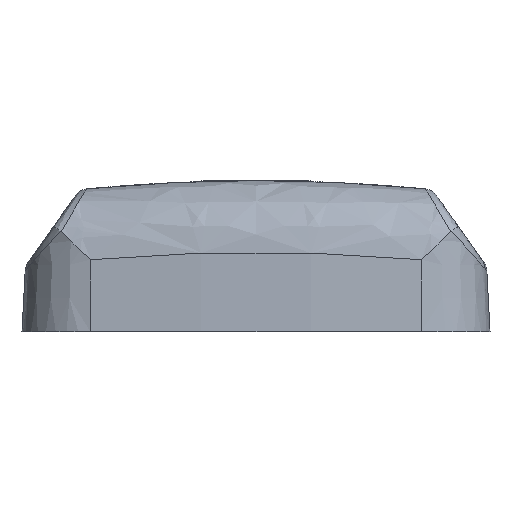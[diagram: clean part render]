
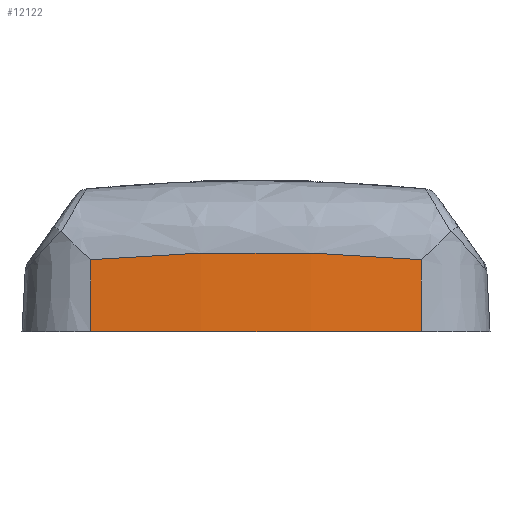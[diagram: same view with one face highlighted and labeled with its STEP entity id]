
A CAD part, front view. The second image highlights one B-rep face of the part: STEP entity #12122.
In plain terms, the highlighted conical face has half-angle 3 degrees and reference radius 348.166 mm.
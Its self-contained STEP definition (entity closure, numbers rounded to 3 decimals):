
#794 = DIRECTION ( 'NONE',  ( 1., 0., 0. ) ) ;
#814 = DIRECTION ( 'NONE',  ( 0., 0., 1. ) ) ;
#819 = CARTESIAN_POINT ( 'NONE',  ( 0., 226., 0. ) ) ;
#1399 = VERTEX_POINT ( 'NONE', #7405 ) ;
#1571 = FACE_OUTER_BOUND ( 'NONE', #8024, .T. ) ;
#4377 = CONICAL_SURFACE ( 'NONE', #15229, 348.166, 0.052 ) ;
#5119 = VECTOR ( 'NONE', #15150, 1000. ) ;
#6827 = CARTESIAN_POINT ( 'NONE',  ( -32.84, -121.703, 14.307 ) ) ;
#7405 = CARTESIAN_POINT ( 'NONE',  ( 32.84, -121.703, 14.307 ) ) ;
#8024 = EDGE_LOOP ( 'NONE', ( #13051, #12685, #14560, #14735 ) ) ;
#8564 = VERTEX_POINT ( 'NONE', #6827 ) ;
#9255 = EDGE_CURVE ( 'NONE', #10870, #15266, #17465, .T. ) ;
#10870 = VERTEX_POINT ( 'NONE', #11070 ) ;
#11070 = CARTESIAN_POINT ( 'NONE',  ( -32.91, -122.449, 0. ) ) ;
#11749 = VECTOR ( 'NONE', #15970, 1000. ) ;
#11827 = B_SPLINE_CURVE_WITH_KNOTS ( 'NONE', 3,
 ( #15867, #15950, #15847, #15811, #15807, #15787 ),
 .UNSPECIFIED., .F., .F.,
 ( 4, 2, 4 ),
 ( 0., 0.033, 0.066 ),
 .UNSPECIFIED. ) ;
#12122 = ADVANCED_FACE ( 'NONE', ( #1571 ), #4377, .T. ) ;
#12685 = ORIENTED_EDGE ( 'NONE', *, *, #17230, .T. ) ;
#13051 = ORIENTED_EDGE ( 'NONE', *, *, #17207, .F. ) ;
#13497 = CARTESIAN_POINT ( 'NONE',  ( 32.91, -122.449, 0. ) ) ;
#14560 = ORIENTED_EDGE ( 'NONE', *, *, #17344, .T. ) ;
#14735 = ORIENTED_EDGE ( 'NONE', *, *, #9255, .T. ) ;
#15150 = DIRECTION ( 'NONE',  ( -0.005, -0.052, -0.999 ) ) ;
#15225 = CARTESIAN_POINT ( 'NONE',  ( -32.91, -122.449, 0. ) ) ;
#15229 = AXIS2_PLACEMENT_3D ( 'NONE', #17031, #16977, #16963 ) ;
#15266 = VERTEX_POINT ( 'NONE', #13497 ) ;
#15508 = LINE ( 'NONE', #16008, #11749 ) ;
#15787 = CARTESIAN_POINT ( 'NONE',  ( -32.84, -121.703, 14.307 ) ) ;
#15807 = CARTESIAN_POINT ( 'NONE',  ( -21.937, -122.681, 15.291 ) ) ;
#15811 = CARTESIAN_POINT ( 'NONE',  ( -10.991, -123.173, 15.785 ) ) ;
#15847 = CARTESIAN_POINT ( 'NONE',  ( 10.991, -123.173, 15.785 ) ) ;
#15867 = CARTESIAN_POINT ( 'NONE',  ( 32.84, -121.703, 14.307 ) ) ;
#15950 = CARTESIAN_POINT ( 'NONE',  ( 21.937, -122.681, 15.291 ) ) ;
#15970 = DIRECTION ( 'NONE',  ( 0.005, -0.052, -0.999 ) ) ;
#16008 = CARTESIAN_POINT ( 'NONE',  ( 32.91, -122.449, 0. ) ) ;
#16774 = AXIS2_PLACEMENT_3D ( 'NONE', #819, #814, #794 ) ;
#16963 = DIRECTION ( 'NONE',  ( -1., 0., 0. ) ) ;
#16977 = DIRECTION ( 'NONE',  ( 0., 0., -1. ) ) ;
#17031 = CARTESIAN_POINT ( 'NONE',  ( 0., 226., 35. ) ) ;
#17207 = EDGE_CURVE ( 'NONE', #1399, #15266, #15508, .T. ) ;
#17230 = EDGE_CURVE ( 'NONE', #1399, #8564, #11827, .T. ) ;
#17344 = EDGE_CURVE ( 'NONE', #8564, #10870, #17386, .T. ) ;
#17386 = LINE ( 'NONE', #15225, #5119 ) ;
#17465 = CIRCLE ( 'NONE', #16774, 350. ) ;
